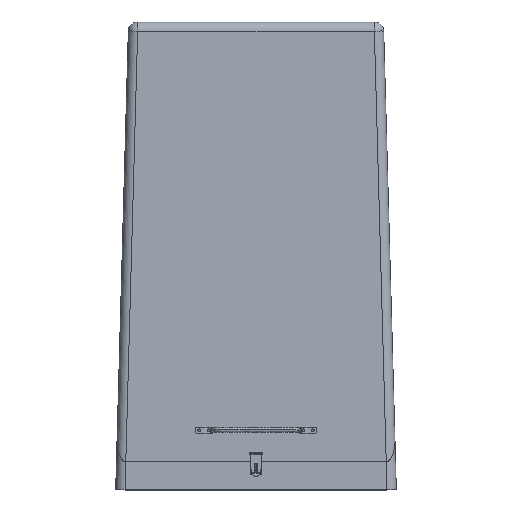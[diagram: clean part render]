
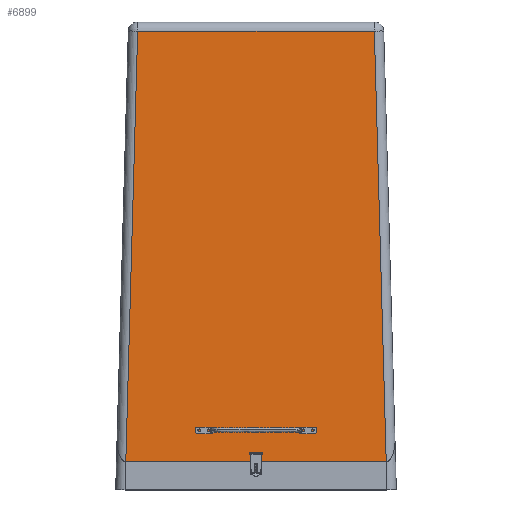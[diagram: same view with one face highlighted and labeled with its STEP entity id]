
A CAD part, top view. The second image highlights one B-rep face of the part: STEP entity #6899.
In plain terms, the highlighted planar face has unit normal (0, 0.025, 1).
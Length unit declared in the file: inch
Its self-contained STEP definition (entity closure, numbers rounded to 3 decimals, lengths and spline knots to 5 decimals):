
#457 = LINE ( 'NONE', #5982, #13199 ) ;
#1086 = VERTEX_POINT ( 'NONE', #6018 ) ;
#1170 = DIRECTION ( 'NONE',  ( -0.027, -0.999, 0.025 ) ) ;
#1761 = DIRECTION ( 'NONE',  ( -1., 0., 0. ) ) ;
#2005 = CARTESIAN_POINT ( 'NONE',  ( 6.05112, 10.87328, 41.09527 ) ) ;
#2070 = PLANE ( 'NONE',  #9981 ) ;
#3714 = EDGE_CURVE ( 'NONE', #17223, #1086, #4736, .T. ) ;
#4237 = ORIENTED_EDGE ( 'NONE', *, *, #3714, .T. ) ;
#4736 = LINE ( 'NONE', #5813, #14737 ) ;
#5503 = EDGE_LOOP ( 'NONE', ( #16183, #8971, #12389, #4237 ) ) ;
#5813 = CARTESIAN_POINT ( 'NONE',  ( 19.96893, 56.89827, 39.94465 ) ) ;
#5962 = LINE ( 'NONE', #14316, #10590 ) ;
#5982 = CARTESIAN_POINT ( 'NONE',  ( 33.953, 8.46372, 41.15551 ) ) ;
#6018 = CARTESIAN_POINT ( 'NONE',  ( 7.31681, 56.89827, 39.94465 ) ) ;
#6035 = EDGE_CURVE ( 'NONE', #1086, #16752, #6779, .T. ) ;
#6779 = LINE ( 'NONE', #10808, #8812 ) ;
#6899 = ADVANCED_FACE ( 'NONE', ( #7504 ), #2070, .T. ) ;
#7072 = DIRECTION ( 'NONE',  ( 0., -1., 0.025 ) ) ;
#7305 = VERTEX_POINT ( 'NONE', #10723 ) ;
#7504 = FACE_OUTER_BOUND ( 'NONE', #5503, .T. ) ;
#8812 = VECTOR ( 'NONE', #1170, 39.37008 ) ;
#8971 = ORIENTED_EDGE ( 'NONE', *, *, #9323, .F. ) ;
#9323 = EDGE_CURVE ( 'NONE', #7305, #16752, #5962, .T. ) ;
#9969 = EDGE_CURVE ( 'NONE', #7305, #17223, #457, .T. ) ;
#9981 = AXIS2_PLACEMENT_3D ( 'NONE', #10992, #10902, #7072 ) ;
#10590 = VECTOR ( 'NONE', #15923, 39.37008 ) ;
#10723 = CARTESIAN_POINT ( 'NONE',  ( 33.88674, 10.87328, 41.09527 ) ) ;
#10808 = CARTESIAN_POINT ( 'NONE',  ( 5.98486, 8.46372, 41.15551 ) ) ;
#10902 = DIRECTION ( 'NONE',  ( 0., 0.025, 1. ) ) ;
#10992 = CARTESIAN_POINT ( 'NONE',  ( 19.96893, 8.0794, 41.16512 ) ) ;
#11445 = DIRECTION ( 'NONE',  ( -0.027, 0.999, -0.025 ) ) ;
#12389 = ORIENTED_EDGE ( 'NONE', *, *, #9969, .T. ) ;
#13199 = VECTOR ( 'NONE', #11445, 39.37008 ) ;
#14316 = CARTESIAN_POINT ( 'NONE',  ( 34.96894, 10.87328, 41.09527 ) ) ;
#14576 = CARTESIAN_POINT ( 'NONE',  ( 32.62105, 56.89827, 39.94465 ) ) ;
#14737 = VECTOR ( 'NONE', #1761, 39.37008 ) ;
#15923 = DIRECTION ( 'NONE',  ( -1., 0., 0. ) ) ;
#16183 = ORIENTED_EDGE ( 'NONE', *, *, #6035, .T. ) ;
#16752 = VERTEX_POINT ( 'NONE', #2005 ) ;
#17223 = VERTEX_POINT ( 'NONE', #14576 ) ;
